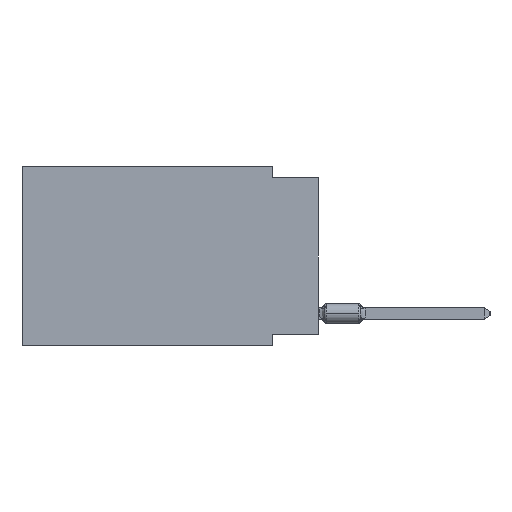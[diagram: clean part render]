
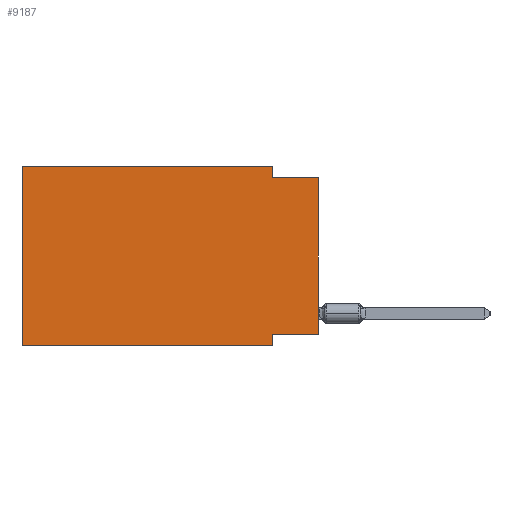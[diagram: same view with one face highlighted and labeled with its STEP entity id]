
A CAD part, left-side view. The second image highlights one B-rep face of the part: STEP entity #9187.
In plain terms, the highlighted planar face has unit normal (-1, 0, 0).
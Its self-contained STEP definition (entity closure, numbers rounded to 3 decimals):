
#37 = VECTOR ( 'NONE', #4935, 1000. ) ;
#1050 = ORIENTED_EDGE ( 'NONE', *, *, #7793, .F. ) ;
#1246 = EDGE_CURVE ( 'NONE', #20265, #5617, #3098, .T. ) ;
#1277 = EDGE_LOOP ( 'NONE', ( #3512, #20260, #2768, #6160, #1050, #19118, #19643, #21641 ) ) ;
#1417 = VERTEX_POINT ( 'NONE', #6040 ) ;
#1868 = LINE ( 'NONE', #25534, #13584 ) ;
#2009 = DIRECTION ( 'NONE',  ( 0., 0., -1. ) ) ;
#2278 = LINE ( 'NONE', #19471, #24347 ) ;
#2765 = AXIS2_PLACEMENT_3D ( 'NONE', #18083, #15966, #15826 ) ;
#2766 = DIRECTION ( 'NONE',  ( 0., -1., 0. ) ) ;
#2768 = ORIENTED_EDGE ( 'NONE', *, *, #9556, .F. ) ;
#2901 = EDGE_CURVE ( 'NONE', #15318, #20265, #27460, .T. ) ;
#3098 = LINE ( 'NONE', #27039, #8052 ) ;
#3103 = VERTEX_POINT ( 'NONE', #5665 ) ;
#3390 = CARTESIAN_POINT ( 'NONE',  ( 0., 16.383, 0. ) ) ;
#3512 = ORIENTED_EDGE ( 'NONE', *, *, #10816, .T. ) ;
#4935 = DIRECTION ( 'NONE',  ( 0., 0., 1. ) ) ;
#5617 = VERTEX_POINT ( 'NONE', #17258 ) ;
#5665 = CARTESIAN_POINT ( 'NONE',  ( 0., 16.383, -9.906 ) ) ;
#6040 = CARTESIAN_POINT ( 'NONE',  ( 0., 0., -0.635 ) ) ;
#6160 = ORIENTED_EDGE ( 'NONE', *, *, #19830, .F. ) ;
#7025 = EDGE_CURVE ( 'NONE', #21304, #1417, #15881, .T. ) ;
#7793 = EDGE_CURVE ( 'NONE', #3103, #27786, #24507, .T. ) ;
#8052 = VECTOR ( 'NONE', #9586, 1000. ) ;
#9119 = CARTESIAN_POINT ( 'NONE',  ( 0., 2.54, -0.635 ) ) ;
#9187 = ADVANCED_FACE ( 'NONE', ( #9493 ), #21893, .F. ) ;
#9493 = FACE_OUTER_BOUND ( 'NONE', #1277, .T. ) ;
#9556 = EDGE_CURVE ( 'NONE', #20990, #21304, #1868, .T. ) ;
#9586 = DIRECTION ( 'NONE',  ( 0., 0., -1. ) ) ;
#10063 = EDGE_CURVE ( 'NONE', #3103, #5617, #22211, .T. ) ;
#10816 = EDGE_CURVE ( 'NONE', #15318, #1417, #2278, .T. ) ;
#12165 = CARTESIAN_POINT ( 'NONE',  ( 0., 16.383, 0. ) ) ;
#12523 = CARTESIAN_POINT ( 'NONE',  ( 0., 2.54, -9.271 ) ) ;
#12712 = VECTOR ( 'NONE', #24612, 1000. ) ;
#13584 = VECTOR ( 'NONE', #2009, 1000. ) ;
#13807 = CARTESIAN_POINT ( 'NONE',  ( 0., 16.383, 0. ) ) ;
#14352 = CARTESIAN_POINT ( 'NONE',  ( 0., 2.54, 0. ) ) ;
#14637 = DIRECTION ( 'NONE',  ( 0., 1., 0. ) ) ;
#14674 = VECTOR ( 'NONE', #14637, 1000. ) ;
#15318 = VERTEX_POINT ( 'NONE', #24907 ) ;
#15826 = DIRECTION ( 'NONE',  ( 0., 0., -1. ) ) ;
#15881 = LINE ( 'NONE', #16017, #12712 ) ;
#15966 = DIRECTION ( 'NONE',  ( 1., 0., 0. ) ) ;
#16017 = CARTESIAN_POINT ( 'NONE',  ( 0., 0., -0.635 ) ) ;
#16057 = CARTESIAN_POINT ( 'NONE',  ( 0., 0., -9.271 ) ) ;
#16946 = VECTOR ( 'NONE', #20780, 1000. ) ;
#17258 = CARTESIAN_POINT ( 'NONE',  ( 0., 2.54, -9.906 ) ) ;
#18083 = CARTESIAN_POINT ( 'NONE',  ( 0., 16.383, 0. ) ) ;
#18396 = CARTESIAN_POINT ( 'NONE',  ( 0., 16.383, -9.906 ) ) ;
#18558 = VECTOR ( 'NONE', #2766, 1000. ) ;
#19118 = ORIENTED_EDGE ( 'NONE', *, *, #10063, .T. ) ;
#19471 = CARTESIAN_POINT ( 'NONE',  ( 0., 0., 0. ) ) ;
#19643 = ORIENTED_EDGE ( 'NONE', *, *, #1246, .F. ) ;
#19830 = EDGE_CURVE ( 'NONE', #27786, #20990, #27260, .T. ) ;
#20260 = ORIENTED_EDGE ( 'NONE', *, *, #7025, .F. ) ;
#20265 = VERTEX_POINT ( 'NONE', #12523 ) ;
#20780 = DIRECTION ( 'NONE',  ( 0., -1., 0. ) ) ;
#20990 = VERTEX_POINT ( 'NONE', #14352 ) ;
#21304 = VERTEX_POINT ( 'NONE', #9119 ) ;
#21641 = ORIENTED_EDGE ( 'NONE', *, *, #2901, .F. ) ;
#21893 = PLANE ( 'NONE',  #2765 ) ;
#22211 = LINE ( 'NONE', #18396, #18558 ) ;
#24347 = VECTOR ( 'NONE', #24669, 1000. ) ;
#24507 = LINE ( 'NONE', #13807, #37 ) ;
#24612 = DIRECTION ( 'NONE',  ( 0., -1., 0. ) ) ;
#24669 = DIRECTION ( 'NONE',  ( 0., 0., 1. ) ) ;
#24907 = CARTESIAN_POINT ( 'NONE',  ( 0., 0., -9.271 ) ) ;
#25534 = CARTESIAN_POINT ( 'NONE',  ( 0., 2.54, 0. ) ) ;
#27039 = CARTESIAN_POINT ( 'NONE',  ( 0., 2.54, -9.906 ) ) ;
#27260 = LINE ( 'NONE', #12165, #16946 ) ;
#27460 = LINE ( 'NONE', #16057, #14674 ) ;
#27786 = VERTEX_POINT ( 'NONE', #3390 ) ;
